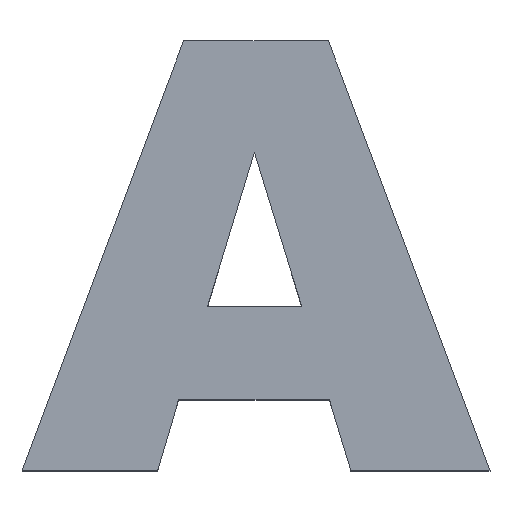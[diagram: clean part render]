
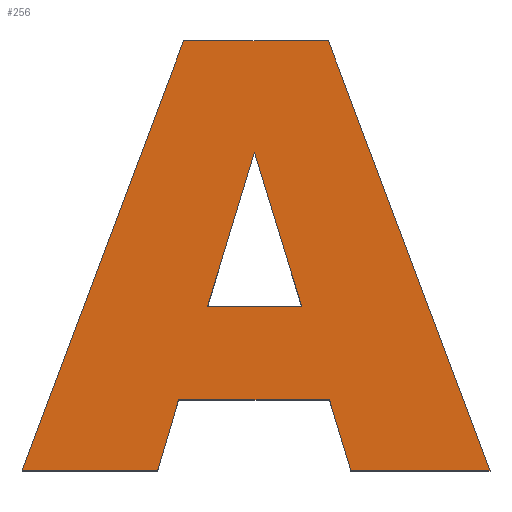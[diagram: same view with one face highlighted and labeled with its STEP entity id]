
A CAD part, top view. The second image highlights one B-rep face of the part: STEP entity #256.
In plain terms, the highlighted planar face has unit normal (0, 0, 1).
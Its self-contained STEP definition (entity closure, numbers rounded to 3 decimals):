
#15=FACE_BOUND('',#42,.T.);
#28=FACE_OUTER_BOUND('',#41,.T.);
#41=EDGE_LOOP('',(#210,#211,#212,#213,#214,#215,#216,#217));
#42=EDGE_LOOP('',(#218,#219,#220));
#47=LINE('',#354,#80);
#50=LINE('',#360,#83);
#53=LINE('',#364,#86);
#56=LINE('',#372,#89);
#59=LINE('',#378,#92);
#62=LINE('',#384,#95);
#65=LINE('',#390,#98);
#68=LINE('',#396,#101);
#71=LINE('',#402,#104);
#74=LINE('',#408,#107);
#77=LINE('',#412,#110);
#80=VECTOR('',#291,10.);
#83=VECTOR('',#296,10.);
#86=VECTOR('',#301,10.);
#89=VECTOR('',#306,10.);
#92=VECTOR('',#311,10.);
#95=VECTOR('',#316,10.);
#98=VECTOR('',#321,10.);
#101=VECTOR('',#326,10.);
#104=VECTOR('',#331,10.);
#107=VECTOR('',#336,10.);
#110=VECTOR('',#341,10.);
#113=VERTEX_POINT('',#351);
#114=VERTEX_POINT('',#353);
#116=VERTEX_POINT('',#359);
#119=VERTEX_POINT('',#369);
#120=VERTEX_POINT('',#371);
#122=VERTEX_POINT('',#377);
#124=VERTEX_POINT('',#383);
#126=VERTEX_POINT('',#389);
#128=VERTEX_POINT('',#395);
#130=VERTEX_POINT('',#401);
#132=VERTEX_POINT('',#407);
#135=EDGE_CURVE('',#114,#113,#47,.T.);
#138=EDGE_CURVE('',#116,#114,#50,.T.);
#141=EDGE_CURVE('',#113,#116,#53,.T.);
#144=EDGE_CURVE('',#120,#119,#56,.T.);
#147=EDGE_CURVE('',#122,#120,#59,.T.);
#150=EDGE_CURVE('',#124,#122,#62,.T.);
#153=EDGE_CURVE('',#126,#124,#65,.T.);
#156=EDGE_CURVE('',#128,#126,#68,.T.);
#159=EDGE_CURVE('',#130,#128,#71,.T.);
#162=EDGE_CURVE('',#132,#130,#74,.T.);
#165=EDGE_CURVE('',#119,#132,#77,.T.);
#210=ORIENTED_EDGE('',*,*,#165,.T.);
#211=ORIENTED_EDGE('',*,*,#162,.T.);
#212=ORIENTED_EDGE('',*,*,#159,.T.);
#213=ORIENTED_EDGE('',*,*,#156,.T.);
#214=ORIENTED_EDGE('',*,*,#153,.T.);
#215=ORIENTED_EDGE('',*,*,#150,.T.);
#216=ORIENTED_EDGE('',*,*,#147,.T.);
#217=ORIENTED_EDGE('',*,*,#144,.T.);
#218=ORIENTED_EDGE('',*,*,#141,.T.);
#219=ORIENTED_EDGE('',*,*,#138,.T.);
#220=ORIENTED_EDGE('',*,*,#135,.T.);
#243=PLANE('',#283);
#256=ADVANCED_FACE('',(#28,#15),#243,.T.);
#283=AXIS2_PLACEMENT_3D('',#413,#342,#343);
#291=DIRECTION('',(0.294,-0.956,0.));
#296=DIRECTION('',(0.291,0.957,0.));
#301=DIRECTION('',(-1.,0.,0.));
#306=DIRECTION('',(1.,0.,0.));
#311=DIRECTION('',(0.283,0.959,0.));
#316=DIRECTION('',(1.,0.,0.));
#321=DIRECTION('',(-0.352,-0.936,0.));
#326=DIRECTION('',(-1.,0.,0.));
#331=DIRECTION('',(-0.352,0.936,0.));
#336=DIRECTION('',(1.,0.,0.));
#341=DIRECTION('',(0.29,-0.957,0.));
#342=DIRECTION('center_axis',(0.,0.,1.));
#343=DIRECTION('ref_axis',(1.,0.,0.));
#351=CARTESIAN_POINT('',(29.679,-204.28,4.));
#353=CARTESIAN_POINT('',(28.023,-198.888,4.));
#354=CARTESIAN_POINT('',(29.679,-204.28,4.));
#359=CARTESIAN_POINT('',(26.385,-204.28,4.));
#360=CARTESIAN_POINT('',(28.023,-198.888,4.));
#364=CARTESIAN_POINT('',(26.385,-204.28,4.));
#369=CARTESIAN_POINT('',(30.641,-207.524,4.));
#371=CARTESIAN_POINT('',(25.378,-207.524,4.));
#372=CARTESIAN_POINT('',(30.641,-207.524,4.));
#377=CARTESIAN_POINT('',(24.647,-210.,4.));
#378=CARTESIAN_POINT('',(25.378,-207.524,4.));
#383=CARTESIAN_POINT('',(19.914,-210.,4.));
#384=CARTESIAN_POINT('',(24.647,-210.,4.));
#389=CARTESIAN_POINT('',(25.552,-195.,4.));
#390=CARTESIAN_POINT('',(19.914,-210.,4.));
#395=CARTESIAN_POINT('',(30.608,-195.,4.));
#396=CARTESIAN_POINT('',(25.552,-195.,4.));
#401=CARTESIAN_POINT('',(36.245,-210.,4.));
#402=CARTESIAN_POINT('',(30.608,-195.,4.));
#407=CARTESIAN_POINT('',(31.391,-210.,4.));
#408=CARTESIAN_POINT('',(36.245,-210.,4.));
#412=CARTESIAN_POINT('',(31.391,-210.,4.));
#413=CARTESIAN_POINT('Origin',(23.859,-202.5,4.));
